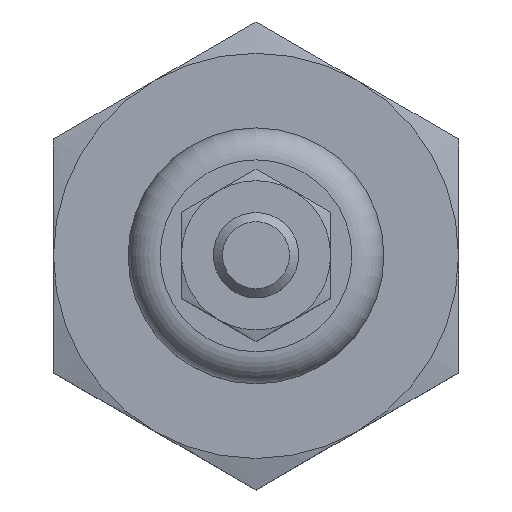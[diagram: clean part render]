
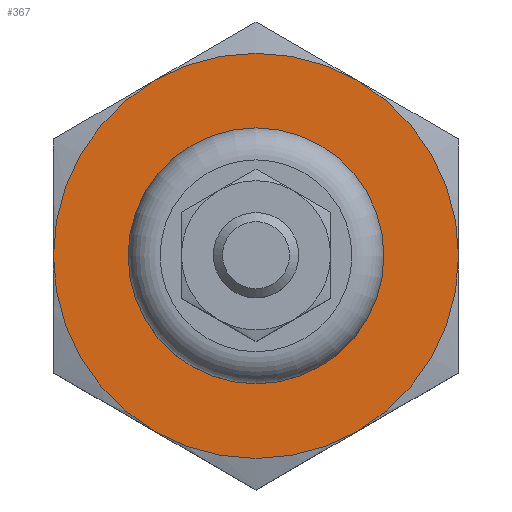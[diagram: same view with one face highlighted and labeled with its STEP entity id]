
A CAD part, top view. The second image highlights one B-rep face of the part: STEP entity #367.
In plain terms, the highlighted face is planar.
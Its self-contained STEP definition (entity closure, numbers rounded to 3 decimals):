
#367 = ADVANCED_FACE( '', ( #645, #646 ), #647, .F. );
#645 = FACE_OUTER_BOUND( '', #940, .T. );
#646 = FACE_BOUND( '', #941, .T. );
#647 = PLANE( '', #942 );
#940 = EDGE_LOOP( '', ( #1779, #1780, #1781, #1782, #1783, #1784 ) );
#941 = EDGE_LOOP( '', ( #1785 ) );
#942 = AXIS2_PLACEMENT_3D( '', #1786, #1787, #1788 );
#1779 = ORIENTED_EDGE( '', *, *, #2110, .F. );
#1780 = ORIENTED_EDGE( '', *, *, #2111, .F. );
#1781 = ORIENTED_EDGE( '', *, *, #2109, .F. );
#1782 = ORIENTED_EDGE( '', *, *, #2107, .F. );
#1783 = ORIENTED_EDGE( '', *, *, #2108, .F. );
#1784 = ORIENTED_EDGE( '', *, *, #2112, .F. );
#1785 = ORIENTED_EDGE( '', *, *, #2113, .T. );
#1786 = CARTESIAN_POINT( '', ( -3., 0., 0. ) );
#1787 = DIRECTION( '', ( 1., 0., 0. ) );
#1788 = DIRECTION( '', ( 0., 0., -1. ) );
#2107 = EDGE_CURVE( '', #2496, #2533, #2537, .T. );
#2108 = EDGE_CURVE( '', #2505, #2496, #2538, .T. );
#2109 = EDGE_CURVE( '', #2533, #2529, #2539, .T. );
#2110 = EDGE_CURVE( '', #2523, #2540, #2541, .T. );
#2111 = EDGE_CURVE( '', #2529, #2523, #2542, .T. );
#2112 = EDGE_CURVE( '', #2540, #2505, #2543, .T. );
#2113 = EDGE_CURVE( '', #2544, #2544, #2545, .T. );
#2496 = VERTEX_POINT( '', #3251 );
#2505 = VERTEX_POINT( '', #3281 );
#2523 = VERTEX_POINT( '', #3331 );
#2529 = VERTEX_POINT( '', #3353 );
#2533 = VERTEX_POINT( '', #3372 );
#2537 = CIRCLE( '', #3386, 9.5 );
#2538 = CIRCLE( '', #3387, 9.5 );
#2539 = CIRCLE( '', #3388, 9.5 );
#2540 = VERTEX_POINT( '', #3389 );
#2541 = CIRCLE( '', #3390, 9.5 );
#2542 = CIRCLE( '', #3391, 9.5 );
#2543 = CIRCLE( '', #3392, 9.5 );
#2544 = VERTEX_POINT( '', #3393 );
#2545 = CIRCLE( '', #3394, 6. );
#3251 = CARTESIAN_POINT( '', ( -3., 0., 9.5 ) );
#3281 = CARTESIAN_POINT( '', ( -3., 8.227, 4.75 ) );
#3331 = CARTESIAN_POINT( '', ( -3., 0., -9.5 ) );
#3353 = CARTESIAN_POINT( '', ( -3., -8.227, -4.75 ) );
#3372 = CARTESIAN_POINT( '', ( -3., -8.227, 4.75 ) );
#3386 = AXIS2_PLACEMENT_3D( '', #3774, #3775, #3776 );
#3387 = AXIS2_PLACEMENT_3D( '', #3777, #3778, #3779 );
#3388 = AXIS2_PLACEMENT_3D( '', #3780, #3781, #3782 );
#3389 = CARTESIAN_POINT( '', ( -3., 8.227, -4.75 ) );
#3390 = AXIS2_PLACEMENT_3D( '', #3783, #3784, #3785 );
#3391 = AXIS2_PLACEMENT_3D( '', #3786, #3787, #3788 );
#3392 = AXIS2_PLACEMENT_3D( '', #3789, #3790, #3791 );
#3393 = CARTESIAN_POINT( '', ( -3., 0., -6. ) );
#3394 = AXIS2_PLACEMENT_3D( '', #3792, #3793, #3794 );
#3774 = CARTESIAN_POINT( '', ( -3., 0., 0. ) );
#3775 = DIRECTION( '', ( 1., 0., 0. ) );
#3776 = DIRECTION( '', ( 0., 0., -1. ) );
#3777 = CARTESIAN_POINT( '', ( -3., 0., 0. ) );
#3778 = DIRECTION( '', ( 1., 0., 0. ) );
#3779 = DIRECTION( '', ( 0., 0., -1. ) );
#3780 = CARTESIAN_POINT( '', ( -3., 0., 0. ) );
#3781 = DIRECTION( '', ( 1., 0., 0. ) );
#3782 = DIRECTION( '', ( 0., 0., -1. ) );
#3783 = CARTESIAN_POINT( '', ( -3., 0., 0. ) );
#3784 = DIRECTION( '', ( 1., 0., 0. ) );
#3785 = DIRECTION( '', ( 0., 0., -1. ) );
#3786 = CARTESIAN_POINT( '', ( -3., 0., 0. ) );
#3787 = DIRECTION( '', ( 1., 0., 0. ) );
#3788 = DIRECTION( '', ( 0., 0., -1. ) );
#3789 = CARTESIAN_POINT( '', ( -3., 0., 0. ) );
#3790 = DIRECTION( '', ( 1., 0., 0. ) );
#3791 = DIRECTION( '', ( 0., 0., -1. ) );
#3792 = CARTESIAN_POINT( '', ( -3., 0., 0. ) );
#3793 = DIRECTION( '', ( 1., 0., 0. ) );
#3794 = DIRECTION( '', ( 0., 0., -1. ) );
